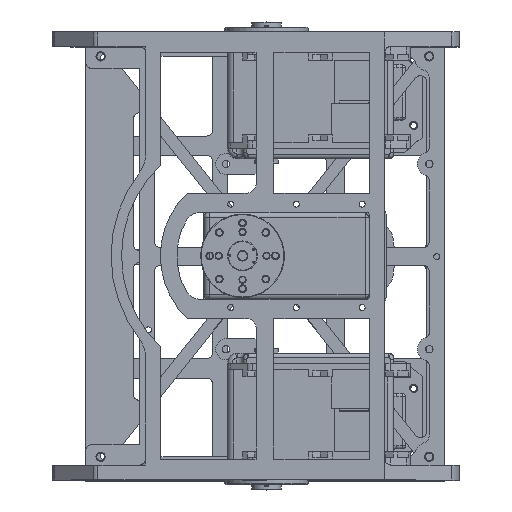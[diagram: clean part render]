
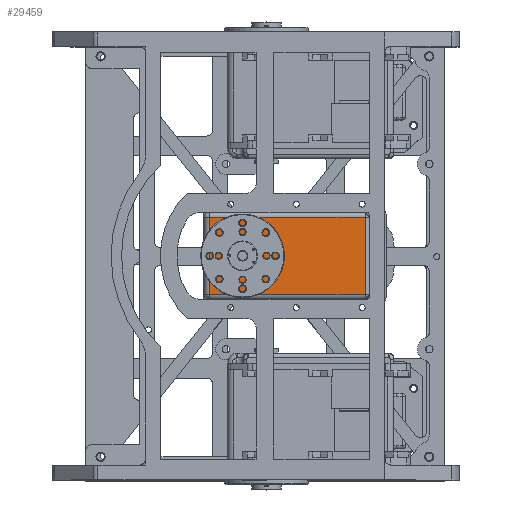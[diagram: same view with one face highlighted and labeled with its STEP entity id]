
A CAD part, top view. The second image highlights one B-rep face of the part: STEP entity #29459.
In plain terms, the highlighted planar face has unit normal (0, 0, 1).
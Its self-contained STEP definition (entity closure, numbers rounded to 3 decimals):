
#2261=LINE('',#48174,#4884);
#2262=LINE('',#48176,#4885);
#2263=LINE('',#48178,#4886);
#2264=LINE('',#48180,#4887);
#4884=VECTOR('',#39076,26.);
#4885=VECTOR('',#39079,52.);
#4886=VECTOR('',#39082,26.);
#4887=VECTOR('',#39085,52.);
#6151=PLANE('',#32177);
#6935=FACE_BOUND('',#10231,.T.);
#8178=FACE_OUTER_BOUND('',#10230,.T.);
#10230=EDGE_LOOP('',(#24962,#24963,#24964,#24965));
#10231=EDGE_LOOP('',(#24966));
#11659=CIRCLE('',#31696,2.);
#13584=VERTEX_POINT('',#45745);
#14159=VERTEX_POINT('',#48134);
#14161=VERTEX_POINT('',#48142);
#14162=VERTEX_POINT('',#48162);
#14164=VERTEX_POINT('',#48168);
#17017=EDGE_CURVE('',#13584,#13584,#11659,.T.);
#17900=EDGE_CURVE('',#14159,#14162,#2261,.T.);
#17901=EDGE_CURVE('',#14161,#14159,#2262,.T.);
#17902=EDGE_CURVE('',#14164,#14161,#2263,.T.);
#17903=EDGE_CURVE('',#14162,#14164,#2264,.T.);
#24962=ORIENTED_EDGE('',*,*,#17903,.T.);
#24963=ORIENTED_EDGE('',*,*,#17902,.T.);
#24964=ORIENTED_EDGE('',*,*,#17901,.T.);
#24965=ORIENTED_EDGE('',*,*,#17900,.T.);
#24966=ORIENTED_EDGE('',*,*,#17017,.T.);
#29459=ADVANCED_FACE('',(#8178,#6935),#6151,.T.);
#31696=AXIS2_PLACEMENT_3D('',#45746,#37424,#37425);
#32177=AXIS2_PLACEMENT_3D('',#48181,#39086,#39087);
#37424=DIRECTION('center_axis',(0.,0.,-1.));
#37425=DIRECTION('ref_axis',(-1.,0.,0.));
#39076=DIRECTION('',(-1.,0.,0.));
#39079=DIRECTION('',(0.,1.,0.));
#39082=DIRECTION('',(1.,0.,0.));
#39085=DIRECTION('',(0.,-1.,0.));
#39086=DIRECTION('center_axis',(0.,0.,1.));
#39087=DIRECTION('ref_axis',(1.,0.,0.));
#45745=CARTESIAN_POINT('',(2.,0.,20.5));
#45746=CARTESIAN_POINT('Origin',(0.,0.,20.5));
#48134=CARTESIAN_POINT('',(13.,11.,20.5));
#48142=CARTESIAN_POINT('',(13.,-41.,20.5));
#48162=CARTESIAN_POINT('',(-13.,11.,20.5));
#48168=CARTESIAN_POINT('',(-13.,-41.,20.5));
#48174=CARTESIAN_POINT('',(13.,11.,20.5));
#48176=CARTESIAN_POINT('',(13.,-41.,20.5));
#48178=CARTESIAN_POINT('',(-13.,-41.,20.5));
#48180=CARTESIAN_POINT('',(-13.,11.,20.5));
#48181=CARTESIAN_POINT('Origin',(0.,0.,20.5));
